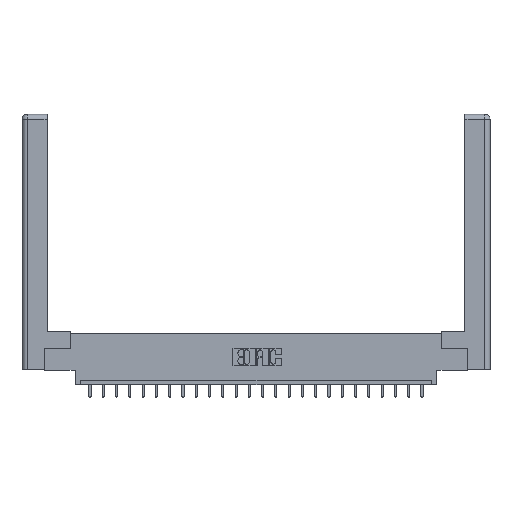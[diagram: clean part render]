
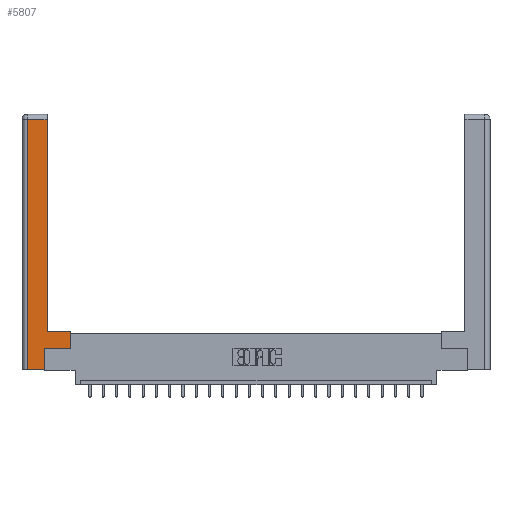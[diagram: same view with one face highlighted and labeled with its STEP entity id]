
A CAD part, top view. The second image highlights one B-rep face of the part: STEP entity #5807.
In plain terms, the highlighted planar face has unit normal (0, 0, 1).
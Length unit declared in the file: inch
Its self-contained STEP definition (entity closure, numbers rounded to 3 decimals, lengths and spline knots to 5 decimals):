
#46 = CARTESIAN_POINT ( 'NONE',  ( 0.565, 0.245, 0. ) ) ;
#606 = EDGE_CURVE ( 'NONE', #1731, #6665, #21249, .T. ) ;
#663 = VECTOR ( 'NONE', #10523, 39.37008 ) ;
#710 = DIRECTION ( 'NONE',  ( 0., 1., 0. ) ) ;
#874 = CARTESIAN_POINT ( 'NONE',  ( 0.265, 0., 0. ) ) ;
#1653 = LINE ( 'NONE', #17500, #5762 ) ;
#1731 = VERTEX_POINT ( 'NONE', #15672 ) ;
#1848 = EDGE_CURVE ( 'NONE', #18947, #1731, #13184, .T. ) ;
#2225 = LINE ( 'NONE', #19186, #7767 ) ;
#2845 = VECTOR ( 'NONE', #18392, 39.37008 ) ;
#3360 = ORIENTED_EDGE ( 'NONE', *, *, #606, .T. ) ;
#3419 = LINE ( 'NONE', #46, #13320 ) ;
#3920 = CARTESIAN_POINT ( 'NONE',  ( 0.265, 0.245, 0. ) ) ;
#4204 = ORIENTED_EDGE ( 'NONE', *, *, #14433, .T. ) ;
#4615 = DIRECTION ( 'NONE',  ( 1., 0., 0. ) ) ;
#4722 = VERTEX_POINT ( 'NONE', #3920 ) ;
#4823 = CARTESIAN_POINT ( 'NONE',  ( 0.295, 0.45, 0. ) ) ;
#5046 = EDGE_CURVE ( 'NONE', #6088, #4722, #1653, .T. ) ;
#5119 = EDGE_CURVE ( 'NONE', #16392, #6088, #5163, .T. ) ;
#5163 = LINE ( 'NONE', #874, #23280 ) ;
#5712 = ORIENTED_EDGE ( 'NONE', *, *, #5046, .T. ) ;
#5762 = VECTOR ( 'NONE', #710, 39.37008 ) ;
#5807 = ADVANCED_FACE ( 'NONE', ( #12430 ), #20071, .F. ) ;
#5886 = VECTOR ( 'NONE', #12498, 39.37008 ) ;
#6080 = CARTESIAN_POINT ( 'NONE',  ( 0.0615, 2.94, 0. ) ) ;
#6088 = VERTEX_POINT ( 'NONE', #19933 ) ;
#6665 = VERTEX_POINT ( 'NONE', #13818 ) ;
#6930 = CARTESIAN_POINT ( 'NONE',  ( 0.565, 0.45, 0. ) ) ;
#7655 = LINE ( 'NONE', #6930, #663 ) ;
#7767 = VECTOR ( 'NONE', #22947, 39.37008 ) ;
#7965 = CARTESIAN_POINT ( 'NONE',  ( 0.0615, 2.94, 0. ) ) ;
#8771 = CARTESIAN_POINT ( 'NONE',  ( 0.0615, 0., 0. ) ) ;
#9027 = CARTESIAN_POINT ( 'NONE',  ( 0.295, 3., 0. ) ) ;
#10523 = DIRECTION ( 'NONE',  ( 0., 1., 0. ) ) ;
#11786 = EDGE_CURVE ( 'NONE', #23667, #16392, #2225, .T. ) ;
#12430 = FACE_OUTER_BOUND ( 'NONE', #22183, .T. ) ;
#12498 = DIRECTION ( 'NONE',  ( -1., 0., 0. ) ) ;
#13175 = DIRECTION ( 'NONE',  ( -1., 0., 0. ) ) ;
#13184 = LINE ( 'NONE', #4823, #5886 ) ;
#13320 = VECTOR ( 'NONE', #16860, 39.37008 ) ;
#13818 = CARTESIAN_POINT ( 'NONE',  ( 0.295, 2.94, 0. ) ) ;
#14433 = EDGE_CURVE ( 'NONE', #4722, #20477, #3419, .T. ) ;
#15620 = ORIENTED_EDGE ( 'NONE', *, *, #21829, .T. ) ;
#15672 = CARTESIAN_POINT ( 'NONE',  ( 0.295, 0.45, 0. ) ) ;
#16239 = ORIENTED_EDGE ( 'NONE', *, *, #1848, .T. ) ;
#16392 = VERTEX_POINT ( 'NONE', #8771 ) ;
#16475 = DIRECTION ( 'NONE',  ( -1., 0., 0. ) ) ;
#16860 = DIRECTION ( 'NONE',  ( 1., 0., 0. ) ) ;
#16944 = ORIENTED_EDGE ( 'NONE', *, *, #21046, .T. ) ;
#17500 = CARTESIAN_POINT ( 'NONE',  ( 0.265, 0.245, 0. ) ) ;
#17552 = ORIENTED_EDGE ( 'NONE', *, *, #5119, .T. ) ;
#17817 = CARTESIAN_POINT ( 'NONE',  ( 0.565, 0.245, 0. ) ) ;
#18392 = DIRECTION ( 'NONE',  ( 0., 1., 0. ) ) ;
#18947 = VERTEX_POINT ( 'NONE', #21136 ) ;
#19186 = CARTESIAN_POINT ( 'NONE',  ( 0.0615, 0., 0. ) ) ;
#19911 = DIRECTION ( 'NONE',  ( 0., 0., -1. ) ) ;
#19933 = CARTESIAN_POINT ( 'NONE',  ( 0.265, 0., 0. ) ) ;
#20071 = PLANE ( 'NONE',  #20698 ) ;
#20473 = LINE ( 'NONE', #6080, #23684 ) ;
#20477 = VERTEX_POINT ( 'NONE', #17817 ) ;
#20698 = AXIS2_PLACEMENT_3D ( 'NONE', #23833, #19911, #16475 ) ;
#21046 = EDGE_CURVE ( 'NONE', #20477, #18947, #7655, .T. ) ;
#21136 = CARTESIAN_POINT ( 'NONE',  ( 0.565, 0.45, 0. ) ) ;
#21222 = ORIENTED_EDGE ( 'NONE', *, *, #11786, .T. ) ;
#21249 = LINE ( 'NONE', #9027, #2845 ) ;
#21829 = EDGE_CURVE ( 'NONE', #6665, #23667, #20473, .T. ) ;
#22183 = EDGE_LOOP ( 'NONE', ( #3360, #15620, #21222, #17552, #5712, #4204, #16944, #16239 ) ) ;
#22947 = DIRECTION ( 'NONE',  ( 0., -1., 0. ) ) ;
#23280 = VECTOR ( 'NONE', #4615, 39.37008 ) ;
#23667 = VERTEX_POINT ( 'NONE', #7965 ) ;
#23684 = VECTOR ( 'NONE', #13175, 39.37008 ) ;
#23833 = CARTESIAN_POINT ( 'NONE',  ( 0., 0., 0. ) ) ;
